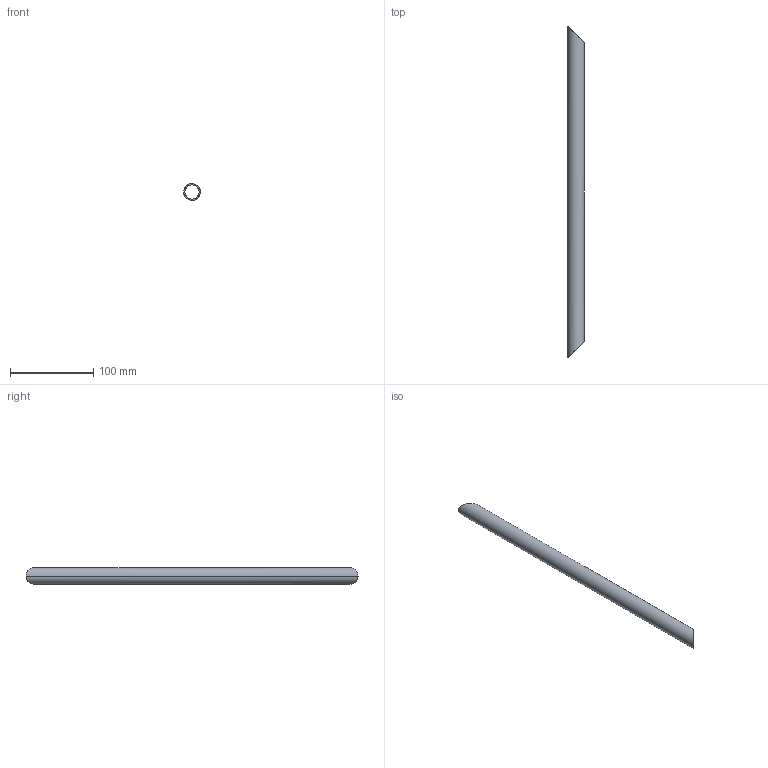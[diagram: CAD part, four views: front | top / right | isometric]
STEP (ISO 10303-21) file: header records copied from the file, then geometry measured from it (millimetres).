
FILE_DESCRIPTION(('CATIA V5 STEP Exchange'),'2;1');
FILE_NAME('97.stp','2021-12-07T16:09:28+00:00',('none'),('none'),'CATIA Version 5 Release 19 SP 2 (IN-10)','CATIA V5 STEP AP203','none');
FILE_SCHEMA(('CONFIG_CONTROL_DESIGN'));
Length unit declared in the file: millimetre
Products named in the file (1): Symmetry of Shape_210
Bounding box: 20 x 399.27 x 20 mm (x, y, z)
Volume: 33064.2 mm3; surface area: 44332.5 mm2
Topology: 1 solids, 1 shells, 6 faces, 16 edges, 12 vertices
Faces by surface type: cylinder 4, plane 2
Entity records: 418 total; most frequent: CARTESIAN_POINT 231, ORIENTED_EDGE 32, DIRECTION 20, EDGE_CURVE 16, VERTEX_POINT 12, VECTOR 8, B_SPLINE_CURVE_WITH_KNOTS 8, EDGE_LOOP 8
